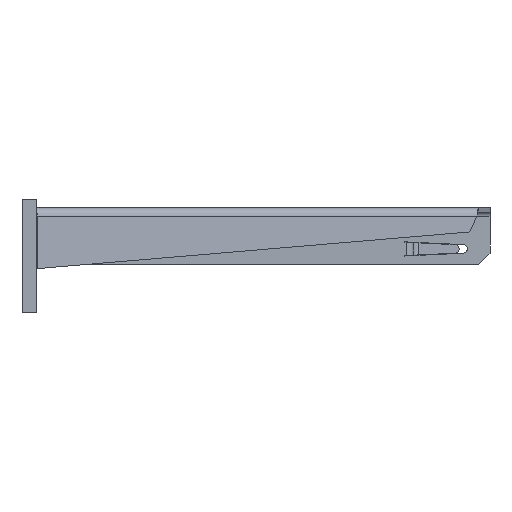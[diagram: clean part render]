
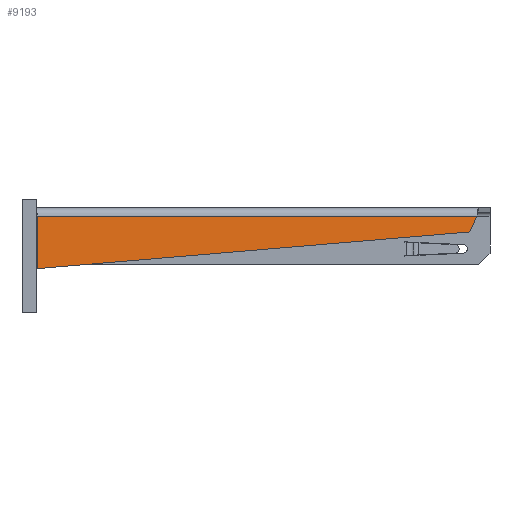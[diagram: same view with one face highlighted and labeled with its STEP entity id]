
A CAD part, front view. The second image highlights one B-rep face of the part: STEP entity #9193.
In plain terms, the highlighted planar face has unit normal (0.155, -0.988, 0).
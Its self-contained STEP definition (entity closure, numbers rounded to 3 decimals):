
#4200=DIRECTION('',(-0.988,-0.155,0.));
#4201=VECTOR('',#4200,156.911);
#4202=CARTESIAN_POINT('',(155.352,-8.067,-3.));
#4203=LINE('',#4202,#4201);
#4204=DIRECTION('',(0.401,0.063,0.914));
#4205=VECTOR('',#4204,6.039);
#4206=CARTESIAN_POINT('',(152.934,-8.446,
-8.52));
#4207=LINE('',#4206,#4205);
#4208=DIRECTION('',(0.984,0.154,0.083));
#4209=VECTOR('',#4208,154.975);
#4210=CARTESIAN_POINT('',(0.364,-32.383,
-21.44));
#4211=LINE('',#4210,#4209);
#4212=DIRECTION('',(0.001,0.,-1.));
#4213=VECTOR('',#4212,18.44);
#4214=CARTESIAN_POINT('',(0.338,-32.388,
-3.));
#4215=LINE('',#4214,#4213);
#4230=CARTESIAN_POINT('',(0.338,-32.388,
-3.));
#7739=VERTEX_POINT('',#4230);
#8105=CARTESIAN_POINT('',(152.934,-8.446,
-8.52));
#8107=VERTEX_POINT('',#8105);
#8122=CARTESIAN_POINT('',(0.364,-32.383,
-21.44));
#8123=VERTEX_POINT('',#8122);
#8152=CARTESIAN_POINT('',(155.352,-8.067,-3.));
#8153=VERTEX_POINT('',#8152);
#9179=CARTESIAN_POINT('',(4.967,-31.661,28.428));
#9180=DIRECTION('',(-0.155,0.988,0.));
#9181=DIRECTION('',(-0.976,-0.153,0.155));
#9182=AXIS2_PLACEMENT_3D('',#9179,#9180,#9181);
#9183=PLANE('',#9182);
#9185=ORIENTED_EDGE('',*,*,#9184,.F.);
#9187=ORIENTED_EDGE('',*,*,#9186,.F.);
#9189=ORIENTED_EDGE('',*,*,#9188,.F.);
#9190=ORIENTED_EDGE('',*,*,#9169,.F.);
#9191=EDGE_LOOP('',(#9185,#9187,#9189,#9190));
#9192=FACE_OUTER_BOUND('',#9191,.F.);
#9193=ADVANCED_FACE('',(#9192),#9183,.F.);
#9169=EDGE_CURVE('',#7739,#8123,#4215,.T.);
#9184=EDGE_CURVE('',#8153,#7739,#4203,.T.);
#9186=EDGE_CURVE('',#8107,#8153,#4207,.T.);
#9188=EDGE_CURVE('',#8123,#8107,#4211,.T.);
